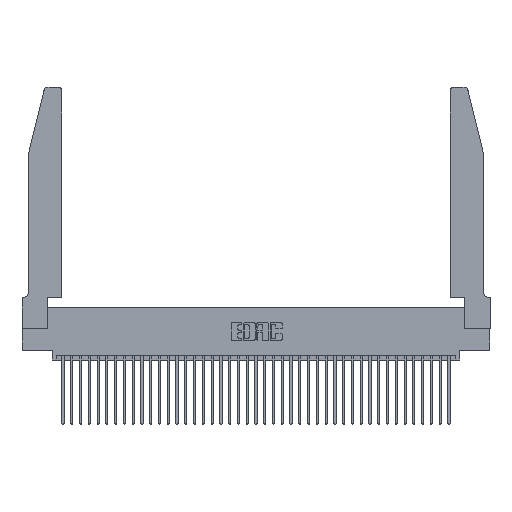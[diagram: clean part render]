
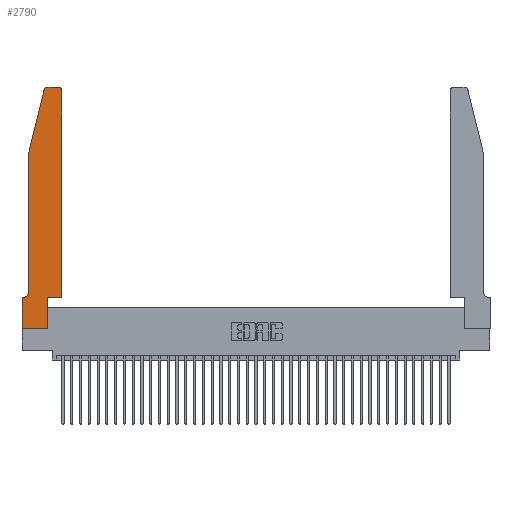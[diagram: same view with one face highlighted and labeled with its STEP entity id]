
A CAD part, top view. The second image highlights one B-rep face of the part: STEP entity #2790.
In plain terms, the highlighted planar face has unit normal (0, 0, 1).
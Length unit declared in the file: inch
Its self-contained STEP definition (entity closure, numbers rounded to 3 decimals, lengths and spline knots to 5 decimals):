
#1083 = ORIENTED_EDGE ( 'NONE', *, *, #8111, .T. ) ;
#1185 = CARTESIAN_POINT ( 'NONE',  ( 0.284, 2.72, 0.37 ) ) ;
#1333 = DIRECTION ( 'NONE',  ( 0., 1., 0. ) ) ;
#1572 = VERTEX_POINT ( 'NONE', #6138 ) ;
#1690 = VERTEX_POINT ( 'NONE', #9637 ) ;
#1776 = DIRECTION ( 'NONE',  ( 0., 0., 1. ) ) ;
#2341 = ORIENTED_EDGE ( 'NONE', *, *, #11164, .T. ) ;
#2790 = ADVANCED_FACE ( 'NONE', ( #12847 ), #29400, .T. ) ;
#3537 = CARTESIAN_POINT ( 'NONE',  ( 0.0755, 2., 0.37 ) ) ;
#3771 = ORIENTED_EDGE ( 'NONE', *, *, #26146, .T. ) ;
#4303 = DIRECTION ( 'NONE',  ( 1., 0., 0. ) ) ;
#5638 = LINE ( 'NONE', #36707, #29189 ) ;
#6138 = CARTESIAN_POINT ( 'NONE',  ( 0.4505, 0.35, 0.37 ) ) ;
#6531 = CARTESIAN_POINT ( 'NONE',  ( 0.2605, 2.75, 0.37 ) ) ;
#6867 = ORIENTED_EDGE ( 'NONE', *, *, #24709, .T. ) ;
#7063 = VECTOR ( 'NONE', #22276, 39.37008 ) ;
#7744 = LINE ( 'NONE', #6531, #31290 ) ;
#8111 = EDGE_CURVE ( 'NONE', #15253, #29758, #11177, .T. ) ;
#8239 = LINE ( 'NONE', #11303, #9218 ) ;
#8679 = VERTEX_POINT ( 'NONE', #3537 ) ;
#8909 = ORIENTED_EDGE ( 'NONE', *, *, #20519, .T. ) ;
#9218 = VECTOR ( 'NONE', #23483, 39.37008 ) ;
#9637 = CARTESIAN_POINT ( 'NONE',  ( 0.2865, 0.35, 0.37 ) ) ;
#9649 = ORIENTED_EDGE ( 'NONE', *, *, #9904, .T. ) ;
#9837 = AXIS2_PLACEMENT_3D ( 'NONE', #20197, #1776, #23280 ) ;
#9904 = EDGE_CURVE ( 'NONE', #18241, #11775, #10089, .T. ) ;
#10089 = LINE ( 'NONE', #16157, #25409 ) ;
#10137 = DIRECTION ( 'NONE',  ( 0., 1., 0. ) ) ;
#10943 = EDGE_CURVE ( 'NONE', #8679, #11643, #5638, .T. ) ;
#10992 = DIRECTION ( 'NONE',  ( 0., 0., 1. ) ) ;
#11164 = EDGE_CURVE ( 'NONE', #18279, #39332, #22411, .T. ) ;
#11177 = CIRCLE ( 'NONE', #9837, 0.03 ) ;
#11303 = CARTESIAN_POINT ( 'NONE',  ( 0.4505, 0.35, 0.37 ) ) ;
#11643 = VERTEX_POINT ( 'NONE', #11893 ) ;
#11695 = LINE ( 'NONE', #31618, #12643 ) ;
#11775 = VERTEX_POINT ( 'NONE', #21532 ) ;
#11844 = ORIENTED_EDGE ( 'NONE', *, *, #30641, .T. ) ;
#11856 = EDGE_CURVE ( 'NONE', #11775, #18279, #21450, .T. ) ;
#11893 = CARTESIAN_POINT ( 'NONE',  ( 0.0755, 0.42, 0.37 ) ) ;
#12092 = DIRECTION ( 'NONE',  ( 0., -1., 0. ) ) ;
#12138 = ORIENTED_EDGE ( 'NONE', *, *, #11856, .T. ) ;
#12377 = AXIS2_PLACEMENT_3D ( 'NONE', #1185, #22700, #4303 ) ;
#12450 = CARTESIAN_POINT ( 'NONE',  ( 0.25487, 2.72718, 0.37 ) ) ;
#12452 = DIRECTION ( 'NONE',  ( -0.239, -0.971, 0. ) ) ;
#12643 = VECTOR ( 'NONE', #10137, 39.37008 ) ;
#12847 = FACE_OUTER_BOUND ( 'NONE', #35622, .T. ) ;
#13278 = VECTOR ( 'NONE', #37436, 39.37008 ) ;
#13930 = DIRECTION ( 'NONE',  ( 0., 0., -1. ) ) ;
#14766 = VECTOR ( 'NONE', #12452, 39.37008 ) ;
#15065 = AXIS2_PLACEMENT_3D ( 'NONE', #26279, #10992, #32488 ) ;
#15253 = VERTEX_POINT ( 'NONE', #20128 ) ;
#15959 = VERTEX_POINT ( 'NONE', #38924 ) ;
#16060 = CARTESIAN_POINT ( 'NONE',  ( 0., 0., 0.37 ) ) ;
#16157 = CARTESIAN_POINT ( 'NONE',  ( 0.0755, 0.35, 0.37 ) ) ;
#17424 = CIRCLE ( 'NONE', #30006, 0.07 ) ;
#17536 = EDGE_CURVE ( 'NONE', #34365, #8679, #23892, .T. ) ;
#18021 = LINE ( 'NONE', #19753, #18989 ) ;
#18241 = VERTEX_POINT ( 'NONE', #37441 ) ;
#18279 = VERTEX_POINT ( 'NONE', #28439 ) ;
#18989 = VECTOR ( 'NONE', #1333, 39.37008 ) ;
#19275 = DIRECTION ( 'NONE',  ( -1., 0., 0. ) ) ;
#19753 = CARTESIAN_POINT ( 'NONE',  ( 0.4505, 0.35, 0.37 ) ) ;
#20128 = CARTESIAN_POINT ( 'NONE',  ( 0.4505, 2.72, 0.37 ) ) ;
#20197 = CARTESIAN_POINT ( 'NONE',  ( 0.4205, 2.72, 0.37 ) ) ;
#20519 = EDGE_CURVE ( 'NONE', #15959, #34365, #24438, .T. ) ;
#21450 = LINE ( 'NONE', #31245, #13278 ) ;
#21532 = CARTESIAN_POINT ( 'NONE',  ( 0., 0.35, 0.37 ) ) ;
#22276 = DIRECTION ( 'NONE',  ( 1., 0., 0. ) ) ;
#22411 = LINE ( 'NONE', #16060, #7063 ) ;
#22700 = DIRECTION ( 'NONE',  ( 0., 0., 1. ) ) ;
#23280 = DIRECTION ( 'NONE',  ( 1., 0., 0. ) ) ;
#23483 = DIRECTION ( 'NONE',  ( 1., 0., 0. ) ) ;
#23892 = LINE ( 'NONE', #27803, #14766 ) ;
#23984 = ORIENTED_EDGE ( 'NONE', *, *, #10943, .T. ) ;
#24438 = CIRCLE ( 'NONE', #12377, 0.03 ) ;
#24709 = EDGE_CURVE ( 'NONE', #11643, #18241, #17424, .T. ) ;
#25409 = VECTOR ( 'NONE', #19275, 39.37008 ) ;
#26146 = EDGE_CURVE ( 'NONE', #1690, #1572, #8239, .T. ) ;
#26279 = CARTESIAN_POINT ( 'NONE',  ( 0., 0.35, 0.37 ) ) ;
#27803 = CARTESIAN_POINT ( 'NONE',  ( 0.0755, 2., 0.37 ) ) ;
#28439 = CARTESIAN_POINT ( 'NONE',  ( 0., 0., 0.37 ) ) ;
#29189 = VECTOR ( 'NONE', #12092, 39.37008 ) ;
#29400 = PLANE ( 'NONE',  #15065 ) ;
#29533 = ORIENTED_EDGE ( 'NONE', *, *, #17536, .T. ) ;
#29613 = CARTESIAN_POINT ( 'NONE',  ( 0.2865, 0., 0.37 ) ) ;
#29758 = VERTEX_POINT ( 'NONE', #30206 ) ;
#30006 = AXIS2_PLACEMENT_3D ( 'NONE', #32372, #13930, #35465 ) ;
#30206 = CARTESIAN_POINT ( 'NONE',  ( 0.4205, 2.75, 0.37 ) ) ;
#30641 = EDGE_CURVE ( 'NONE', #39332, #1690, #11695, .T. ) ;
#31245 = CARTESIAN_POINT ( 'NONE',  ( 0., 0., 0.37 ) ) ;
#31290 = VECTOR ( 'NONE', #37171, 39.37008 ) ;
#31618 = CARTESIAN_POINT ( 'NONE',  ( 0.2865, 0.35, 0.37 ) ) ;
#32372 = CARTESIAN_POINT ( 'NONE',  ( 0.0055, 0.42, 0.37 ) ) ;
#32488 = DIRECTION ( 'NONE',  ( 1., 0., 0. ) ) ;
#34365 = VERTEX_POINT ( 'NONE', #12450 ) ;
#35105 = ORIENTED_EDGE ( 'NONE', *, *, #35740, .T. ) ;
#35465 = DIRECTION ( 'NONE',  ( -1., 0., 0. ) ) ;
#35622 = EDGE_LOOP ( 'NONE', ( #39543, #8909, #29533, #23984, #6867, #9649, #12138, #2341, #11844, #3771, #35105, #1083 ) ) ;
#35740 = EDGE_CURVE ( 'NONE', #1572, #15253, #18021, .T. ) ;
#36707 = CARTESIAN_POINT ( 'NONE',  ( 0.0755, 2., 0.37 ) ) ;
#37171 = DIRECTION ( 'NONE',  ( -1., 0., 0. ) ) ;
#37436 = DIRECTION ( 'NONE',  ( 0., -1., 0. ) ) ;
#37441 = CARTESIAN_POINT ( 'NONE',  ( 0.0055, 0.35, 0.37 ) ) ;
#38924 = CARTESIAN_POINT ( 'NONE',  ( 0.284, 2.75, 0.37 ) ) ;
#39068 = EDGE_CURVE ( 'NONE', #29758, #15959, #7744, .T. ) ;
#39332 = VERTEX_POINT ( 'NONE', #29613 ) ;
#39543 = ORIENTED_EDGE ( 'NONE', *, *, #39068, .T. ) ;
